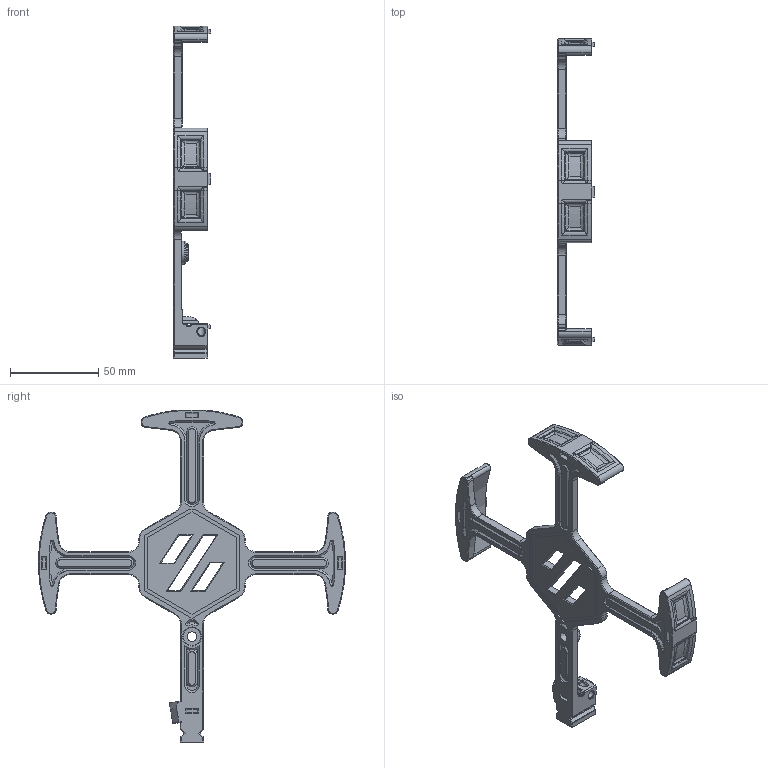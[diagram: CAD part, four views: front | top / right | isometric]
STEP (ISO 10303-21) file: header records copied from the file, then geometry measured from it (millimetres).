
FILE_DESCRIPTION(/* description */ ('STEP AP242','CAx-IF Rec.Pracs.---Representation and Presentation of Product Manufacturing Information (PMI)---4.0---2014-10-13','CAx-IF Rec.Pracs.---3D Tessellated Geometry---0.4---2014-09-14','2;1'),/* implementation_level */ '2;1');
FILE_NAME(/* name */ '649d94eb37c2ba52e69724b5',/* time_stamp */ '2023-06-29T14:27:57Z',/* author */ (''),/* organization */ (''),/* preprocessor_version */ 'ST-DEVELOPER v19.4',/* originating_system */ ' ',/* authorisation */ ' ');
FILE_SCHEMA (('AP242_MANAGED_MODEL_BASED_3D_ENGINEERING_MIM_LF { 1 0 10303 442 1 1 4 }'));
Length unit declared in the file: metre
Products named in the file (1): PatchWall_1-x_M6
Bounding box: 21 x 173 x 187.6 mm (x, y, z)
Volume: 45673.6 mm3; surface area: 27945.6 mm2
Topology: 1 solids, 4 shells, 879 faces, 2262 edges, 1392 vertices
Faces by surface type: plane 378, cylinder 201, cone 157, bspline 96, torus 45, sphere 2
Full cylindrical faces by diameter (mm): 3.2 x1, 4.1 x2, 5.4 x1, 10 x1, 10.4 x1, 13 x1
Entity records: 30531 total; most frequent: CARTESIAN_POINT 9970, ORIENTED_EDGE 4440, DIRECTION 4060, EDGE_CURVE 2220, AXIS2_PLACEMENT_3D 1451, VERTEX_POINT 1384, LINE 1158, VECTOR 1158
